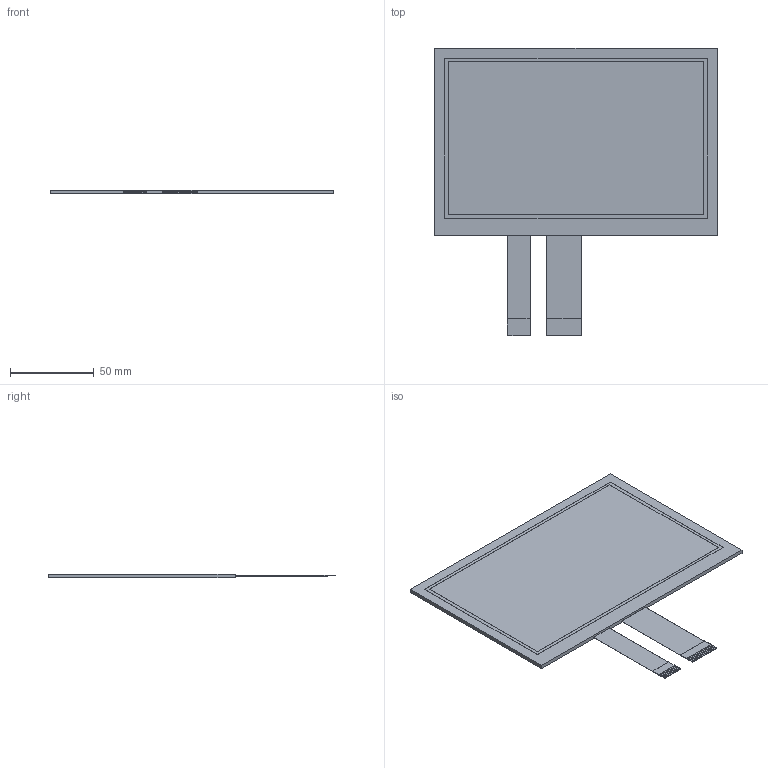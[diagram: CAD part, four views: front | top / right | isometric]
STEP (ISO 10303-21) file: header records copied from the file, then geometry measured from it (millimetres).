
FILE_DESCRIPTION(/* description */ (''),/* implementation_level */ '2;1');
FILE_NAME(/* name */ 'DUS-A070WA060A.stp',/* time_stamp */ '2023-05-31T18:32:31+09:00',/* author */ ('n-hirata'),/* organization */ (''),/* preprocessor_version */ 'ST-DEVELOPER v18.1',/* originating_system */ 'Autodesk Inventor 2020',/* authorisation */ '');
FILE_SCHEMA (('CONFIG_CONTROL_DESIGN'));
Length unit declared in the file: millimetre
Products named in the file (1): DUS-N070WA060A
Bounding box: 168.8 x 171.4 x 2.35 mm (x, y, z)
Volume: 44398.2 mm3; surface area: 43167.8 mm2
Topology: 1 solids, 1 shells, 302 faces, 912 edges, 640 vertices
Faces by surface type: plane 298, cylinder 4
Entity records: 9995 total; most frequent: CARTESIAN_POINT 1831, ORIENTED_EDGE 1776, DIRECTION 1502, EDGE_CURVE 888, LINE 880, VECTOR 880, VERTEX_POINT 592, AXIS2_PLACEMENT_3D 311
